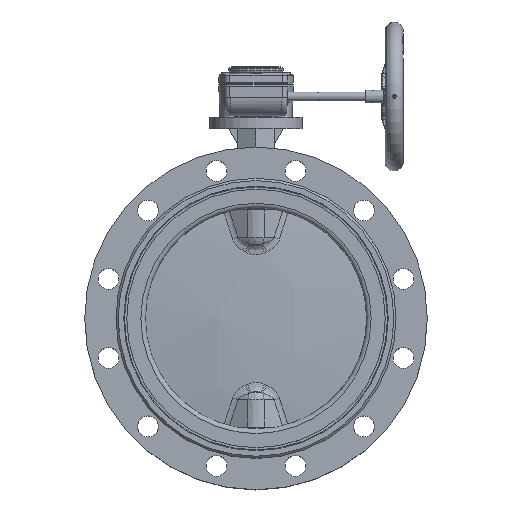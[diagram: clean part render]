
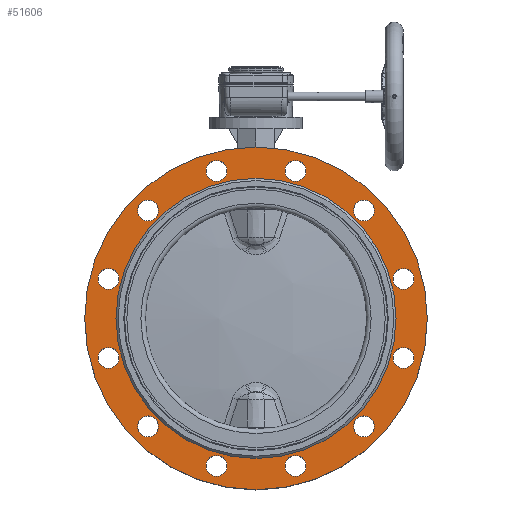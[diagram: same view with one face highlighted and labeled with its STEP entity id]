
A CAD part, top view. The second image highlights one B-rep face of the part: STEP entity #51606.
In plain terms, the highlighted planar face has unit normal (0, 0, 1).
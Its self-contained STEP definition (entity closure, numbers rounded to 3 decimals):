
#2020=PLANE('',#56823);
#2454=FACE_BOUND('',#11023,.T.);
#2455=FACE_BOUND('',#11024,.T.);
#2456=FACE_BOUND('',#11025,.T.);
#2457=FACE_BOUND('',#11026,.T.);
#2458=FACE_BOUND('',#11027,.T.);
#2459=FACE_BOUND('',#11028,.T.);
#2460=FACE_BOUND('',#11029,.T.);
#2461=FACE_BOUND('',#11030,.T.);
#2462=FACE_BOUND('',#11031,.T.);
#2463=FACE_BOUND('',#11032,.T.);
#2464=FACE_BOUND('',#11033,.T.);
#2465=FACE_BOUND('',#11034,.T.);
#2466=FACE_BOUND('',#11035,.T.);
#7859=FACE_OUTER_BOUND('',#11022,.T.);
#11022=EDGE_LOOP('',(#46742));
#11023=EDGE_LOOP('',(#46743));
#11024=EDGE_LOOP('',(#46744));
#11025=EDGE_LOOP('',(#46745));
#11026=EDGE_LOOP('',(#46746));
#11027=EDGE_LOOP('',(#46747));
#11028=EDGE_LOOP('',(#46748));
#11029=EDGE_LOOP('',(#46749));
#11030=EDGE_LOOP('',(#46750));
#11031=EDGE_LOOP('',(#46751));
#11032=EDGE_LOOP('',(#46752));
#11033=EDGE_LOOP('',(#46753));
#11034=EDGE_LOOP('',(#46754));
#11035=EDGE_LOOP('',(#46755));
#13555=CIRCLE('',#56635,14.);
#13559=CIRCLE('',#56641,14.);
#13563=CIRCLE('',#56647,14.);
#13567=CIRCLE('',#56653,14.);
#13571=CIRCLE('',#56659,14.);
#13575=CIRCLE('',#56665,14.);
#13579=CIRCLE('',#56671,14.);
#13583=CIRCLE('',#56677,14.);
#13587=CIRCLE('',#56683,14.);
#13591=CIRCLE('',#56689,14.);
#13595=CIRCLE('',#56695,14.);
#13599=CIRCLE('',#56701,14.);
#13616=CIRCLE('',#56727,188.);
#13618=CIRCLE('',#56730,230.);
#24497=VERTEX_POINT('',#184544);
#24501=VERTEX_POINT('',#184556);
#24505=VERTEX_POINT('',#184568);
#24509=VERTEX_POINT('',#184580);
#24513=VERTEX_POINT('',#184592);
#24517=VERTEX_POINT('',#184604);
#24521=VERTEX_POINT('',#184616);
#24525=VERTEX_POINT('',#184628);
#24529=VERTEX_POINT('',#184640);
#24533=VERTEX_POINT('',#184652);
#24537=VERTEX_POINT('',#184664);
#24541=VERTEX_POINT('',#184676);
#24557=VERTEX_POINT('',#184726);
#24559=VERTEX_POINT('',#184732);
#31837=EDGE_CURVE('',#24497,#24497,#13555,.T.);
#31843=EDGE_CURVE('',#24501,#24501,#13559,.T.);
#31849=EDGE_CURVE('',#24505,#24505,#13563,.T.);
#31855=EDGE_CURVE('',#24509,#24509,#13567,.T.);
#31861=EDGE_CURVE('',#24513,#24513,#13571,.T.);
#31867=EDGE_CURVE('',#24517,#24517,#13575,.T.);
#31873=EDGE_CURVE('',#24521,#24521,#13579,.T.);
#31879=EDGE_CURVE('',#24525,#24525,#13583,.T.);
#31885=EDGE_CURVE('',#24529,#24529,#13587,.T.);
#31891=EDGE_CURVE('',#24533,#24533,#13591,.T.);
#31897=EDGE_CURVE('',#24537,#24537,#13595,.T.);
#31903=EDGE_CURVE('',#24541,#24541,#13599,.T.);
#31927=EDGE_CURVE('',#24557,#24557,#13616,.T.);
#31930=EDGE_CURVE('',#24559,#24559,#13618,.T.);
#46742=ORIENTED_EDGE('',*,*,#31930,.T.);
#46743=ORIENTED_EDGE('',*,*,#31837,.T.);
#46744=ORIENTED_EDGE('',*,*,#31843,.T.);
#46745=ORIENTED_EDGE('',*,*,#31849,.T.);
#46746=ORIENTED_EDGE('',*,*,#31855,.T.);
#46747=ORIENTED_EDGE('',*,*,#31861,.T.);
#46748=ORIENTED_EDGE('',*,*,#31867,.T.);
#46749=ORIENTED_EDGE('',*,*,#31873,.T.);
#46750=ORIENTED_EDGE('',*,*,#31879,.T.);
#46751=ORIENTED_EDGE('',*,*,#31885,.T.);
#46752=ORIENTED_EDGE('',*,*,#31891,.T.);
#46753=ORIENTED_EDGE('',*,*,#31897,.T.);
#46754=ORIENTED_EDGE('',*,*,#31903,.T.);
#46755=ORIENTED_EDGE('',*,*,#31927,.F.);
#51606=ADVANCED_FACE('',(#7859,#2454,#2455,#2456,#2457,#2458,#2459,#2460,
#2461,#2462,#2463,#2464,#2465,#2466),#2020,.F.);
#56635=AXIS2_PLACEMENT_3D('',#184546,#69023,#69024);
#56641=AXIS2_PLACEMENT_3D('',#184558,#69037,#69038);
#56647=AXIS2_PLACEMENT_3D('',#184570,#69051,#69052);
#56653=AXIS2_PLACEMENT_3D('',#184582,#69065,#69066);
#56659=AXIS2_PLACEMENT_3D('',#184594,#69079,#69080);
#56665=AXIS2_PLACEMENT_3D('',#184606,#69093,#69094);
#56671=AXIS2_PLACEMENT_3D('',#184618,#69107,#69108);
#56677=AXIS2_PLACEMENT_3D('',#184630,#69121,#69122);
#56683=AXIS2_PLACEMENT_3D('',#184642,#69135,#69136);
#56689=AXIS2_PLACEMENT_3D('',#184654,#69149,#69150);
#56695=AXIS2_PLACEMENT_3D('',#184666,#69163,#69164);
#56701=AXIS2_PLACEMENT_3D('',#184678,#69177,#69178);
#56727=AXIS2_PLACEMENT_3D('',#184727,#69236,#69237);
#56730=AXIS2_PLACEMENT_3D('',#184733,#69243,#69244);
#56823=AXIS2_PLACEMENT_3D('',#186438,#69638,#69639);
#69023=DIRECTION('center_axis',(0.,0.,-1.));
#69024=DIRECTION('ref_axis',(-1.,0.,0.));
#69037=DIRECTION('center_axis',(0.,0.,-1.));
#69038=DIRECTION('ref_axis',(-1.,0.,0.));
#69051=DIRECTION('center_axis',(0.,0.,-1.));
#69052=DIRECTION('ref_axis',(-1.,0.,0.));
#69065=DIRECTION('center_axis',(0.,0.,-1.));
#69066=DIRECTION('ref_axis',(-1.,0.,0.));
#69079=DIRECTION('center_axis',(0.,0.,-1.));
#69080=DIRECTION('ref_axis',(-1.,0.,0.));
#69093=DIRECTION('center_axis',(0.,0.,-1.));
#69094=DIRECTION('ref_axis',(-1.,0.,0.));
#69107=DIRECTION('center_axis',(0.,0.,-1.));
#69108=DIRECTION('ref_axis',(-1.,0.,0.));
#69121=DIRECTION('center_axis',(0.,0.,-1.));
#69122=DIRECTION('ref_axis',(-1.,0.,0.));
#69135=DIRECTION('center_axis',(0.,0.,-1.));
#69136=DIRECTION('ref_axis',(-1.,0.,0.));
#69149=DIRECTION('center_axis',(0.,0.,-1.));
#69150=DIRECTION('ref_axis',(-1.,0.,0.));
#69163=DIRECTION('center_axis',(0.,0.,-1.));
#69164=DIRECTION('ref_axis',(-1.,0.,0.));
#69177=DIRECTION('center_axis',(0.,0.,-1.));
#69178=DIRECTION('ref_axis',(-1.,0.,0.));
#69236=DIRECTION('center_axis',(0.,0.,1.));
#69237=DIRECTION('ref_axis',(1.,0.,0.));
#69243=DIRECTION('center_axis',(0.,0.,1.));
#69244=DIRECTION('ref_axis',(1.,0.,0.));
#69638=DIRECTION('center_axis',(0.,0.,-1.));
#69639=DIRECTION('ref_axis',(-1.,0.,0.));
#184544=CARTESIAN_POINT('',(-67.058,198.015,86.));
#184546=CARTESIAN_POINT('Origin',(-53.058,198.015,86.));
#184556=CARTESIAN_POINT('',(-158.957,144.957,86.));
#184558=CARTESIAN_POINT('Origin',(-144.957,144.957,86.));
#184568=CARTESIAN_POINT('',(-212.015,53.058,86.));
#184570=CARTESIAN_POINT('Origin',(-198.015,53.058,86.));
#184580=CARTESIAN_POINT('',(-212.015,-53.058,86.));
#184582=CARTESIAN_POINT('Origin',(-198.015,-53.058,86.));
#184592=CARTESIAN_POINT('',(-158.957,-144.957,86.));
#184594=CARTESIAN_POINT('Origin',(-144.957,-144.957,86.));
#184604=CARTESIAN_POINT('',(-67.058,-198.015,86.));
#184606=CARTESIAN_POINT('Origin',(-53.058,-198.015,86.));
#184616=CARTESIAN_POINT('',(39.058,-198.015,86.));
#184618=CARTESIAN_POINT('Origin',(53.058,-198.015,86.));
#184628=CARTESIAN_POINT('',(130.957,-144.957,86.));
#184630=CARTESIAN_POINT('Origin',(144.957,-144.957,86.));
#184640=CARTESIAN_POINT('',(184.015,-53.058,86.));
#184642=CARTESIAN_POINT('Origin',(198.015,-53.058,86.));
#184652=CARTESIAN_POINT('',(184.015,53.058,86.));
#184654=CARTESIAN_POINT('Origin',(198.015,53.058,86.));
#184664=CARTESIAN_POINT('',(130.957,144.957,86.));
#184666=CARTESIAN_POINT('Origin',(144.957,144.957,86.));
#184676=CARTESIAN_POINT('',(39.058,198.015,86.));
#184678=CARTESIAN_POINT('Origin',(53.058,198.015,86.));
#184726=CARTESIAN_POINT('',(188.,0.,86.));
#184727=CARTESIAN_POINT('Origin',(0.,0.,86.));
#184732=CARTESIAN_POINT('',(-230.,0.,86.));
#184733=CARTESIAN_POINT('Origin',(0.,0.,86.));
#186438=CARTESIAN_POINT('Origin',(0.,188.,86.));
